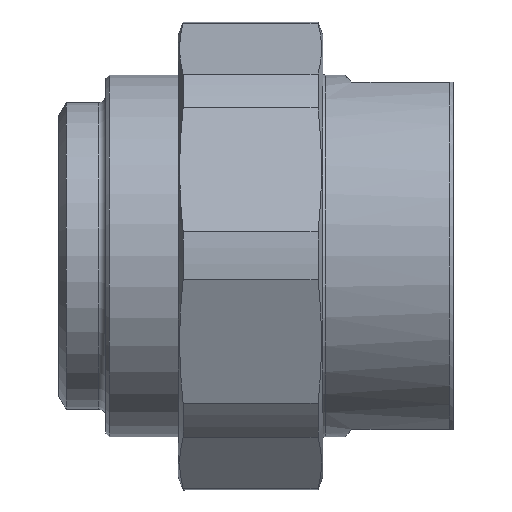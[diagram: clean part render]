
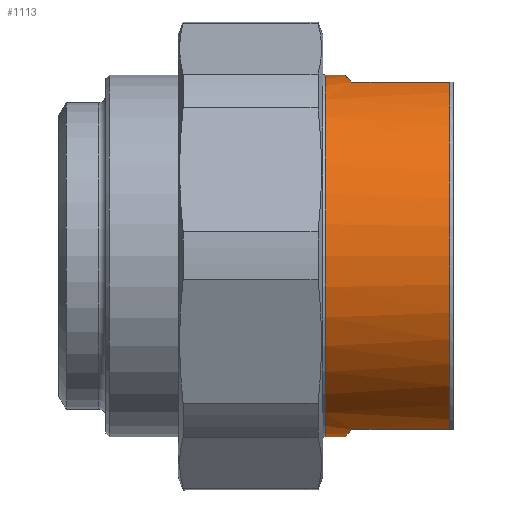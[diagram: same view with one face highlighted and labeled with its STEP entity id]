
A CAD part, top view. The second image highlights one B-rep face of the part: STEP entity #1113.
In plain terms, the highlighted cylindrical face has radius 25 mm (diameter 50 mm), a full revolution.
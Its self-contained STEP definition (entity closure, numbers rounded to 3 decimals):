
#23=ELLIPSE('',#1284,35.355,25.);
#24=ELLIPSE('',#1287,35.355,25.);
#152=FACE_OUTER_BOUND('',#224,.T.);
#224=EDGE_LOOP('',(#892,#893,#894,#895,#896,#897,#898,#899,#900,#901,#902,
#903,#904));
#295=LINE('',#1966,#345);
#297=LINE('',#1977,#347);
#299=LINE('',#1985,#349);
#301=LINE('',#1996,#351);
#302=LINE('',#2002,#352);
#345=VECTOR('',#1544,10.);
#347=VECTOR('',#1546,10.);
#349=VECTOR('',#1554,10.);
#351=VECTOR('',#1556,10.);
#352=VECTOR('',#1561,25.);
#404=CIRCLE('',#1290,25.);
#405=CIRCLE('',#1291,25.);
#406=CIRCLE('',#1292,25.);
#407=CIRCLE('',#1293,25.);
#408=CIRCLE('',#1294,25.);
#510=VERTEX_POINT('',#1960);
#511=VERTEX_POINT('',#1961);
#512=VERTEX_POINT('',#1965);
#515=VERTEX_POINT('',#1973);
#516=VERTEX_POINT('',#1979);
#517=VERTEX_POINT('',#1980);
#518=VERTEX_POINT('',#1984);
#521=VERTEX_POINT('',#1992);
#522=VERTEX_POINT('',#1998);
#523=VERTEX_POINT('',#1999);
#524=VERTEX_POINT('',#2001);
#642=EDGE_CURVE('',#510,#511,#23,.T.);
#644=EDGE_CURVE('',#512,#510,#295,.T.);
#648=EDGE_CURVE('',#511,#515,#297,.T.);
#649=EDGE_CURVE('',#516,#517,#24,.T.);
#651=EDGE_CURVE('',#518,#516,#299,.T.);
#655=EDGE_CURVE('',#517,#521,#301,.T.);
#656=EDGE_CURVE('',#522,#523,#404,.T.);
#657=EDGE_CURVE('',#522,#524,#302,.T.);
#658=EDGE_CURVE('',#518,#524,#405,.T.);
#659=EDGE_CURVE('',#512,#521,#406,.T.);
#660=EDGE_CURVE('',#524,#515,#407,.T.);
#661=EDGE_CURVE('',#523,#522,#408,.T.);
#892=ORIENTED_EDGE('',*,*,#656,.F.);
#893=ORIENTED_EDGE('',*,*,#657,.T.);
#894=ORIENTED_EDGE('',*,*,#658,.F.);
#895=ORIENTED_EDGE('',*,*,#651,.T.);
#896=ORIENTED_EDGE('',*,*,#649,.T.);
#897=ORIENTED_EDGE('',*,*,#655,.T.);
#898=ORIENTED_EDGE('',*,*,#659,.F.);
#899=ORIENTED_EDGE('',*,*,#644,.T.);
#900=ORIENTED_EDGE('',*,*,#642,.T.);
#901=ORIENTED_EDGE('',*,*,#648,.T.);
#902=ORIENTED_EDGE('',*,*,#660,.F.);
#903=ORIENTED_EDGE('',*,*,#657,.F.);
#904=ORIENTED_EDGE('',*,*,#661,.F.);
#1074=CYLINDRICAL_SURFACE('',#1289,25.);
#1113=ADVANCED_FACE('',(#152),#1074,.T.);
#1284=AXIS2_PLACEMENT_3D('',#1962,#1539,#1540);
#1287=AXIS2_PLACEMENT_3D('',#1981,#1549,#1550);
#1289=AXIS2_PLACEMENT_3D('',#1997,#1557,#1558);
#1290=AXIS2_PLACEMENT_3D('',#2000,#1559,#1560);
#1291=AXIS2_PLACEMENT_3D('',#2003,#1562,#1563);
#1292=AXIS2_PLACEMENT_3D('',#2004,#1564,#1565);
#1293=AXIS2_PLACEMENT_3D('',#2005,#1566,#1567);
#1294=AXIS2_PLACEMENT_3D('',#2006,#1568,#1569);
#1539=DIRECTION('center_axis',(0.707,0.,-0.707));
#1540=DIRECTION('ref_axis',(0.707,0.,0.707));
#1544=DIRECTION('',(1.,0.,0.));
#1546=DIRECTION('',(-1.,0.,0.));
#1549=DIRECTION('center_axis',(0.707,0.,0.707));
#1550=DIRECTION('ref_axis',(-0.707,0.,0.707));
#1554=DIRECTION('',(1.,0.,0.));
#1556=DIRECTION('',(-1.,0.,0.));
#1557=DIRECTION('center_axis',(1.,0.,0.));
#1558=DIRECTION('ref_axis',(0.,1.,0.));
#1559=DIRECTION('center_axis',(1.,0.,0.));
#1560=DIRECTION('ref_axis',(0.,-1.,0.));
#1561=DIRECTION('',(-1.,0.,0.));
#1562=DIRECTION('center_axis',(-1.,0.,0.));
#1563=DIRECTION('ref_axis',(0.,-1.,0.));
#1564=DIRECTION('center_axis',(-1.,0.,0.));
#1565=DIRECTION('ref_axis',(0.,-1.,0.));
#1566=DIRECTION('center_axis',(-1.,0.,0.));
#1567=DIRECTION('ref_axis',(0.,-1.,0.));
#1568=DIRECTION('center_axis',(1.,0.,0.));
#1569=DIRECTION('ref_axis',(0.,-1.,0.));
#1960=CARTESIAN_POINT('',(-15.,7.,24.));
#1961=CARTESIAN_POINT('',(-15.,-7.,24.));
#1962=CARTESIAN_POINT('Origin',(-39.,0.,0.));
#1965=CARTESIAN_POINT('',(-28.5,7.,24.));
#1966=CARTESIAN_POINT('',(-19.75,7.,24.));
#1973=CARTESIAN_POINT('',(-28.5,-7.,24.));
#1977=CARTESIAN_POINT('',(-19.75,-7.,24.));
#1979=CARTESIAN_POINT('',(-15.,-7.,-24.));
#1980=CARTESIAN_POINT('',(-15.,7.,-24.));
#1981=CARTESIAN_POINT('Origin',(-39.,0.,0.));
#1984=CARTESIAN_POINT('',(-28.5,-7.,-24.));
#1985=CARTESIAN_POINT('',(-19.75,-7.,-24.));
#1992=CARTESIAN_POINT('',(-28.5,7.,-24.));
#1996=CARTESIAN_POINT('',(-19.75,7.,-24.));
#1997=CARTESIAN_POINT('Origin',(-19.75,0.,0.));
#1998=CARTESIAN_POINT('',(-11.3,-25.,0.));
#1999=CARTESIAN_POINT('',(-11.3,0.,25.));
#2000=CARTESIAN_POINT('Origin',(-11.3,0.,0.));
#2001=CARTESIAN_POINT('',(-28.5,-25.,0.));
#2002=CARTESIAN_POINT('',(-19.75,-25.,0.));
#2003=CARTESIAN_POINT('Origin',(-28.5,0.,0.));
#2004=CARTESIAN_POINT('Origin',(-28.5,0.,0.));
#2005=CARTESIAN_POINT('Origin',(-28.5,0.,0.));
#2006=CARTESIAN_POINT('Origin',(-11.3,0.,0.));
